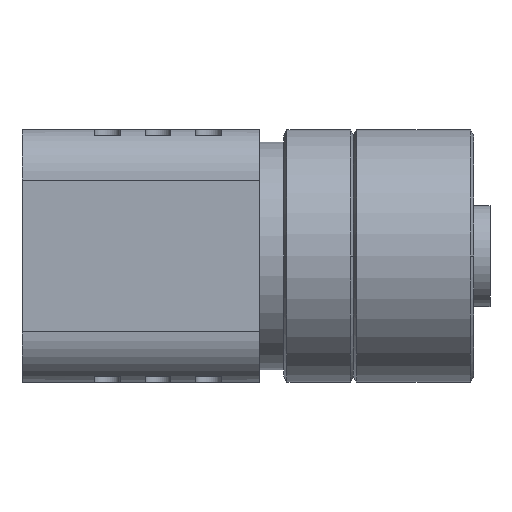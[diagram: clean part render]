
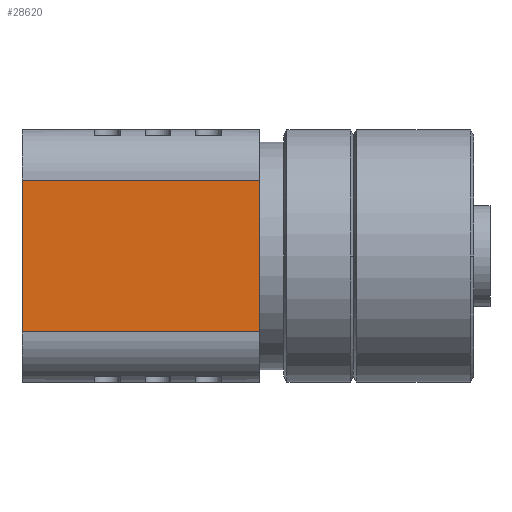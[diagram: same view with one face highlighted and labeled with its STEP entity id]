
A CAD part, left-side view. The second image highlights one B-rep face of the part: STEP entity #28620.
In plain terms, the highlighted planar face has unit normal (-1, 0, 0).
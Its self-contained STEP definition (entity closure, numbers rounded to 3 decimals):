
#14040=CARTESIAN_POINT('',(-10.,-9.375,-6.));
#14050=VERTEX_POINT('',#14040);
#14080=CARTESIAN_POINT('',(-10.,-9.375,0.));
#14090=DIRECTION('',(0.,0.,1.));
#14100=VECTOR('',#14090,1.);
#14110=LINE('',#14080,#14100);
#14120=CARTESIAN_POINT('',(-10.,-9.375,6.));
#14130=VERTEX_POINT('',#14120);
#14140=EDGE_CURVE('',#14050,#14130,#14110,.T.);
#26770=CARTESIAN_POINT('',(-10.,9.375,-6.));
#26780=VERTEX_POINT('',#26770);
#26810=CARTESIAN_POINT('',(-10.,9.175,-6.));
#26820=DIRECTION('',(0.,-1.,0.));
#26830=VECTOR('',#26820,18.35);
#26840=LINE('',#26810,#26830);
#26850=EDGE_CURVE('',#26780,#14050,#26840,.T.);
#28390=CARTESIAN_POINT('',(-10.,0.,6.));
#28400=DIRECTION('',(-1.,0.,0.));
#28410=DIRECTION('',(0.,0.,1.));
#28420=AXIS2_PLACEMENT_3D('',#28390,#28400,#28410);
#28430=PLANE('',#28420);
#28440=CARTESIAN_POINT('',(-10.,9.175,6.));
#28450=DIRECTION('',(0.,-1.,0.));
#28460=VECTOR('',#28450,18.35);
#28470=LINE('',#28440,#28460);
#28480=CARTESIAN_POINT('',(-10.,9.375,6.));
#28490=VERTEX_POINT('',#28480);
#28500=EDGE_CURVE('',#28490,#14130,#28470,.T.);
#28510=ORIENTED_EDGE('',*,*,#28500,.F.);
#28520=ORIENTED_EDGE('',*,*,#14140,.T.);
#28530=ORIENTED_EDGE('',*,*,#26850,.T.);
#28540=CARTESIAN_POINT('',(-10.,9.375,0.));
#28550=DIRECTION('',(0.,0.,1.));
#28560=VECTOR('',#28550,1.);
#28570=LINE('',#28540,#28560);
#28580=EDGE_CURVE('',#26780,#28490,#28570,.T.);
#28590=ORIENTED_EDGE('',*,*,#28580,.F.);
#28600=EDGE_LOOP('',(#28590,#28530,#28520,#28510));
#28610=FACE_OUTER_BOUND('',#28600,.T.);
#28620=ADVANCED_FACE('',(#28610),#28430,.T.);
